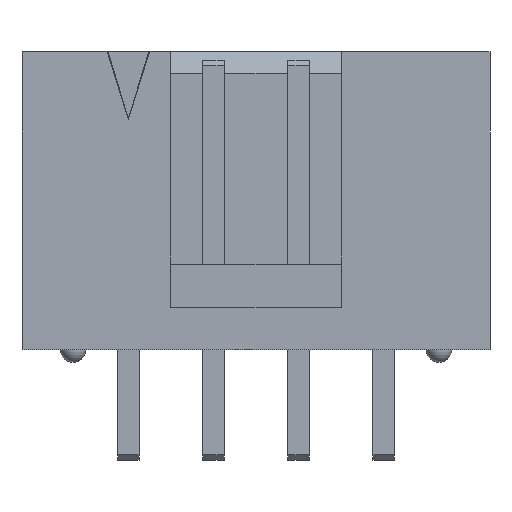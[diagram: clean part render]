
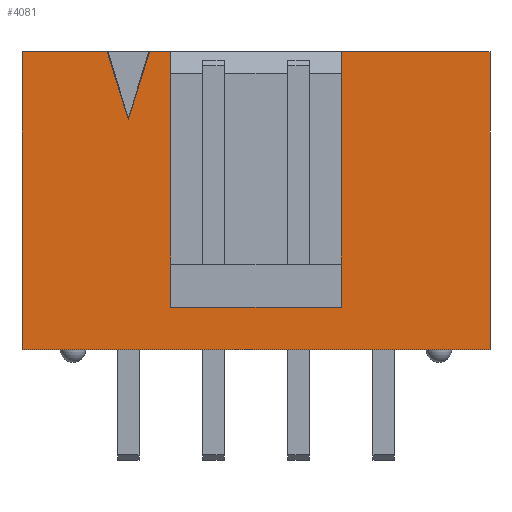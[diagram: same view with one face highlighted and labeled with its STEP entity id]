
A CAD part, front view. The second image highlights one B-rep face of the part: STEP entity #4081.
In plain terms, the highlighted planar face has unit normal (0, -1, 0).
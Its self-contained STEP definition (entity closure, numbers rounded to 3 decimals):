
#3986=CARTESIAN_POINT('',(7.684,-4.445,-0.064));
#3987=DIRECTION('',(0.0,1.0,0.0));
#3988=DIRECTION('',(-1.0,0.0,0.0));
#3989=AXIS2_PLACEMENT_3D('',#3986,#3987,#3988);
#3990=PLANE('',#3989);
#3991=CARTESIAN_POINT('',(-3.81,-4.445,7.239));
#3992=VERTEX_POINT('',#3991);
#3993=CARTESIAN_POINT('',(-3.175,-4.445,9.271));
#3994=VERTEX_POINT('',#3993);
#3995=CARTESIAN_POINT('',(-3.81,-4.445,7.239));
#3996=DIRECTION('',(0.298,0.0,0.954));
#3997=VECTOR('',#3996,2.129);
#3998=LINE('',#3995,#3997);
#3999=EDGE_CURVE('',#3992,#3994,#3998,.T.);
#4000=ORIENTED_EDGE('',*,*,#3999,.F.);
#4001=CARTESIAN_POINT('',(-4.445,-4.445,9.271));
#4002=VERTEX_POINT('',#4001);
#4003=CARTESIAN_POINT('',(-4.445,-4.445,9.271));
#4004=DIRECTION('',(0.298,0.0,-0.954));
#4005=VECTOR('',#4004,2.129);
#4006=LINE('',#4003,#4005);
#4007=EDGE_CURVE('',#4002,#3992,#4006,.T.);
#4008=ORIENTED_EDGE('',*,*,#4007,.F.);
#4009=CARTESIAN_POINT('',(-6.985,-4.445,9.271));
#4010=VERTEX_POINT('',#4009);
#4011=CARTESIAN_POINT('',(-4.445,-4.445,9.271));
#4012=DIRECTION('',(-1.0,0.0,0.0));
#4013=VECTOR('',#4012,2.54);
#4014=LINE('',#4011,#4013);
#4015=EDGE_CURVE('',#4002,#4010,#4014,.T.);
#4016=ORIENTED_EDGE('',*,*,#4015,.T.);
#4017=CARTESIAN_POINT('',(-6.985,-4.445,0.381));
#4018=VERTEX_POINT('',#4017);
#4019=CARTESIAN_POINT('',(-6.985,-4.445,9.271));
#4020=DIRECTION('',(0.0,0.0,-1.0));
#4021=VECTOR('',#4020,8.89);
#4022=LINE('',#4019,#4021);
#4023=EDGE_CURVE('',#4010,#4018,#4022,.T.);
#4024=ORIENTED_EDGE('',*,*,#4023,.T.);
#4025=CARTESIAN_POINT('',(6.985,-4.445,0.381));
#4026=VERTEX_POINT('',#4025);
#4027=CARTESIAN_POINT('',(6.985,-4.445,0.381));
#4028=DIRECTION('',(-1.0,0.0,0.0));
#4029=VECTOR('',#4028,13.97);
#4030=LINE('',#4027,#4029);
#4031=EDGE_CURVE('',#4026,#4018,#4030,.T.);
#4032=ORIENTED_EDGE('',*,*,#4031,.F.);
#4033=CARTESIAN_POINT('',(6.985,-4.445,9.271));
#4034=VERTEX_POINT('',#4033);
#4035=CARTESIAN_POINT('',(6.985,-4.445,9.271));
#4036=DIRECTION('',(0.0,0.0,-1.0));
#4037=VECTOR('',#4036,8.89);
#4038=LINE('',#4035,#4037);
#4039=EDGE_CURVE('',#4034,#4026,#4038,.T.);
#4040=ORIENTED_EDGE('',*,*,#4039,.F.);
#4041=CARTESIAN_POINT('',(2.54,-4.445,9.271));
#4042=VERTEX_POINT('',#4041);
#4043=CARTESIAN_POINT('',(6.985,-4.445,9.271));
#4044=DIRECTION('',(-1.0,0.0,0.0));
#4045=VECTOR('',#4044,4.445);
#4046=LINE('',#4043,#4045);
#4047=EDGE_CURVE('',#4034,#4042,#4046,.T.);
#4048=ORIENTED_EDGE('',*,*,#4047,.T.);
#4049=CARTESIAN_POINT('',(2.54,-4.445,1.651));
#4050=VERTEX_POINT('',#4049);
#4051=CARTESIAN_POINT('',(2.54,-4.445,1.651));
#4052=DIRECTION('',(0.0,0.0,1.0));
#4053=VECTOR('',#4052,7.62);
#4054=LINE('',#4051,#4053);
#4055=EDGE_CURVE('',#4050,#4042,#4054,.T.);
#4056=ORIENTED_EDGE('',*,*,#4055,.F.);
#4057=CARTESIAN_POINT('',(-2.54,-4.445,1.651));
#4058=VERTEX_POINT('',#4057);
#4059=CARTESIAN_POINT('',(-2.54,-4.445,1.651));
#4060=DIRECTION('',(1.0,0.0,0.0));
#4061=VECTOR('',#4060,5.08);
#4062=LINE('',#4059,#4061);
#4063=EDGE_CURVE('',#4058,#4050,#4062,.T.);
#4064=ORIENTED_EDGE('',*,*,#4063,.F.);
#4065=CARTESIAN_POINT('',(-2.54,-4.445,9.271));
#4066=VERTEX_POINT('',#4065);
#4067=CARTESIAN_POINT('',(-2.54,-4.445,9.271));
#4068=DIRECTION('',(0.0,0.0,-1.0));
#4069=VECTOR('',#4068,7.62);
#4070=LINE('',#4067,#4069);
#4071=EDGE_CURVE('',#4066,#4058,#4070,.T.);
#4072=ORIENTED_EDGE('',*,*,#4071,.F.);
#4073=CARTESIAN_POINT('',(-2.54,-4.445,9.271));
#4074=DIRECTION('',(-1.0,0.0,0.0));
#4075=VECTOR('',#4074,0.635);
#4076=LINE('',#4073,#4075);
#4077=EDGE_CURVE('',#4066,#3994,#4076,.T.);
#4078=ORIENTED_EDGE('',*,*,#4077,.T.);
#4079=EDGE_LOOP('',(#4000,#4008,#4016,#4024,#4032,#4040,#4048,#4056,#4064,#4072,#4078));
#4080=FACE_OUTER_BOUND('',#4079,.T.);
#4081=ADVANCED_FACE('',(#4080),#3990,.F.);
